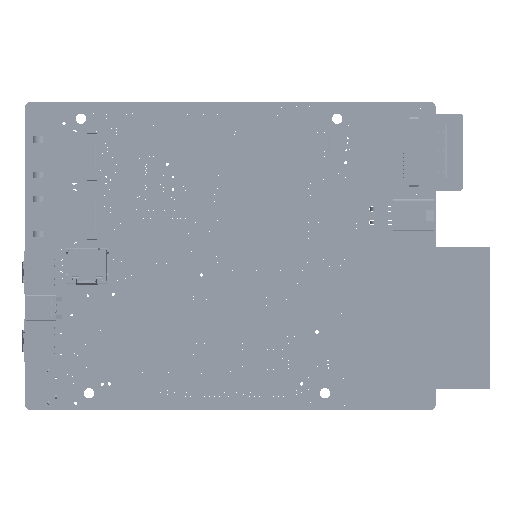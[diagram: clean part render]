
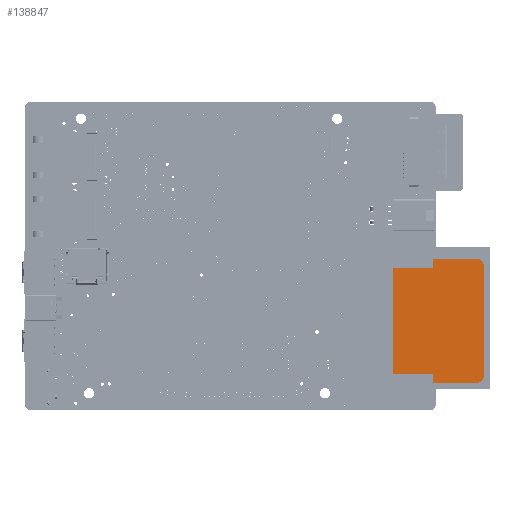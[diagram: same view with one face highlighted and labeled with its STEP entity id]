
A CAD part, front view. The second image highlights one B-rep face of the part: STEP entity #138847.
In plain terms, the highlighted planar face has unit normal (0, -1, 0).
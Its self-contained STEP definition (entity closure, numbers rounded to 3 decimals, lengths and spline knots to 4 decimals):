
#9337=CIRCLE('',#145859,0.2);
#9338=CIRCLE('',#145860,0.2);
#16106=FACE_OUTER_BOUND('',#23036,.T.);
#23036=EDGE_LOOP('',(#96339,#96340,#96341,#96342,#96343,#96344,#96345,#96346,
#96347,#96348));
#33271=LINE('',#201976,#47044);
#33272=LINE('',#201978,#47045);
#33273=LINE('',#201980,#47046);
#33274=LINE('',#201982,#47047);
#33275=LINE('',#201984,#47048);
#33276=LINE('',#201986,#47049);
#33277=LINE('',#201990,#47050);
#33278=LINE('',#201993,#47051);
#47044=VECTOR('',#161336,1.);
#47045=VECTOR('',#161337,1.);
#47046=VECTOR('',#161338,1.);
#47047=VECTOR('',#161339,1.);
#47048=VECTOR('',#161340,1.);
#47049=VECTOR('',#161341,1.);
#47050=VECTOR('',#161344,1.);
#47051=VECTOR('',#161347,1.);
#60239=VERTEX_POINT('',#201974);
#60240=VERTEX_POINT('',#201975);
#60241=VERTEX_POINT('',#201977);
#60242=VERTEX_POINT('',#201979);
#60243=VERTEX_POINT('',#201981);
#60244=VERTEX_POINT('',#201983);
#60245=VERTEX_POINT('',#201985);
#60246=VERTEX_POINT('',#201987);
#60247=VERTEX_POINT('',#201989);
#60248=VERTEX_POINT('',#201991);
#74873=EDGE_CURVE('',#60239,#60240,#33271,.T.);
#74874=EDGE_CURVE('',#60241,#60239,#33272,.T.);
#74875=EDGE_CURVE('',#60242,#60241,#33273,.T.);
#74876=EDGE_CURVE('',#60243,#60242,#33274,.T.);
#74877=EDGE_CURVE('',#60244,#60243,#33275,.T.);
#74878=EDGE_CURVE('',#60245,#60244,#33276,.T.);
#74879=EDGE_CURVE('',#60246,#60245,#9337,.T.);
#74880=EDGE_CURVE('',#60247,#60246,#33277,.T.);
#74881=EDGE_CURVE('',#60248,#60247,#9338,.T.);
#74882=EDGE_CURVE('',#60240,#60248,#33278,.T.);
#96339=ORIENTED_EDGE('',*,*,#74873,.F.);
#96340=ORIENTED_EDGE('',*,*,#74874,.F.);
#96341=ORIENTED_EDGE('',*,*,#74875,.F.);
#96342=ORIENTED_EDGE('',*,*,#74876,.F.);
#96343=ORIENTED_EDGE('',*,*,#74877,.F.);
#96344=ORIENTED_EDGE('',*,*,#74878,.F.);
#96345=ORIENTED_EDGE('',*,*,#74879,.F.);
#96346=ORIENTED_EDGE('',*,*,#74880,.F.);
#96347=ORIENTED_EDGE('',*,*,#74881,.F.);
#96348=ORIENTED_EDGE('',*,*,#74882,.F.);
#133923=PLANE('',#145858);
#138847=ADVANCED_FACE('',(#16106),#133923,.T.);
#145858=AXIS2_PLACEMENT_3D('',#201973,#161334,#161335);
#145859=AXIS2_PLACEMENT_3D('',#201988,#161342,#161343);
#145860=AXIS2_PLACEMENT_3D('',#201992,#161345,#161346);
#161334=DIRECTION('center_axis',(0.,-1.,0.));
#161335=DIRECTION('ref_axis',(0.,0.,
1.));
#161336=DIRECTION('',(0.,0.,1.));
#161337=DIRECTION('',(1.,0.,0.));
#161338=DIRECTION('',(0.,0.,1.));
#161339=DIRECTION('',(-1.,0.,0.));
#161340=DIRECTION('',(0.,0.,1.));
#161341=DIRECTION('',(-1.,0.,0.));
#161342=DIRECTION('center_axis',(0.,1.,0.));
#161343=DIRECTION('ref_axis',(0.,0.,
1.));
#161344=DIRECTION('',(0.,0.,-1.));
#161345=DIRECTION('center_axis',(0.,1.,0.));
#161346=DIRECTION('ref_axis',(-1.,0.,0.));
#161347=DIRECTION('',(1.,0.,0.));
#201973=CARTESIAN_POINT('Origin',(22.7174,-1.842,-1.5167));
#201974=CARTESIAN_POINT('',(22.8343,-1.842,0.1198));
#201975=CARTESIAN_POINT('',(22.8343,-1.842,0.4193));
#201976=CARTESIAN_POINT('',(22.8343,-1.842,-0.3622));
#201977=CARTESIAN_POINT('',(21.5843,-1.842,0.1198));
#201978=CARTESIAN_POINT('',(22.7758,-1.842,0.1198));
#201979=CARTESIAN_POINT('',(21.5843,-1.842,-3.1802));
#201980=CARTESIAN_POINT('',(21.5843,-1.842,-0.6985));
#201981=CARTESIAN_POINT('',(22.8343,-1.842,-3.1802));
#201982=CARTESIAN_POINT('',(22.1508,-1.842,-3.1802));
#201983=CARTESIAN_POINT('',(22.8343,-1.842,-3.4527));
#201984=CARTESIAN_POINT('',(22.8343,-1.842,-2.3485));
#201985=CARTESIAN_POINT('',(24.1989,-1.842,-3.4527));
#201986=CARTESIAN_POINT('',(24.1989,-1.842,-3.4527));
#201987=CARTESIAN_POINT('',(24.3989,-1.842,-3.2527));
#201988=CARTESIAN_POINT('Origin',(24.1989,-1.842,-3.2527));
#201989=CARTESIAN_POINT('',(24.3989,-1.842,0.2193));
#201990=CARTESIAN_POINT('',(24.3989,-1.842,0.2193));
#201991=CARTESIAN_POINT('',(24.1989,-1.842,0.4193));
#201992=CARTESIAN_POINT('Origin',(24.1989,-1.842,0.2193));
#201993=CARTESIAN_POINT('',(21.2359,-1.842,0.4193));
